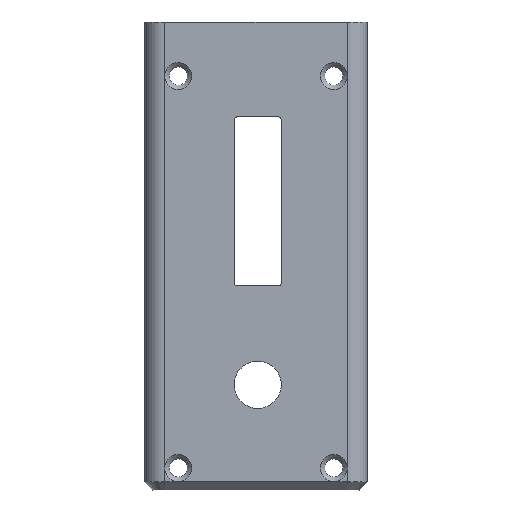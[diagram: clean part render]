
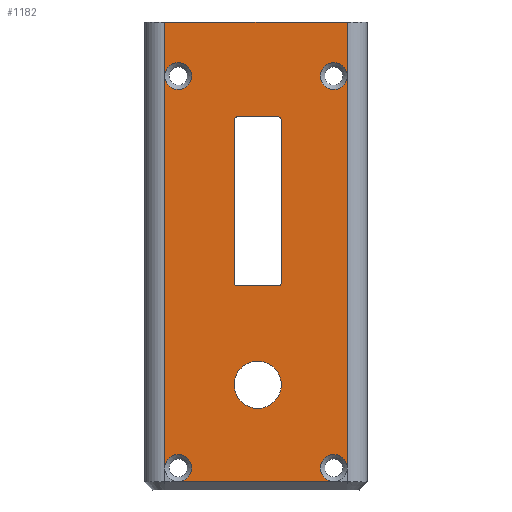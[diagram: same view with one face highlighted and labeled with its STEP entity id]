
A CAD part, top view. The second image highlights one B-rep face of the part: STEP entity #1182.
In plain terms, the highlighted planar face has unit normal (0, 0, 1).
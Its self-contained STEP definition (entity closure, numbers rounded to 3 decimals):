
#31=FACE_BOUND('',#227,.T.);
#32=FACE_BOUND('',#228,.T.);
#39=CIRCLE('',#1242,0.5);
#41=CIRCLE('',#1246,0.5);
#43=CIRCLE('',#1250,0.5);
#45=CIRCLE('',#1254,0.5);
#48=CIRCLE('',#1259,3.5);
#66=CIRCLE('',#1288,2.);
#68=CIRCLE('',#1290,2.);
#69=CIRCLE('',#1293,2.);
#72=CIRCLE('',#1298,2.);
#73=CIRCLE('',#1299,2.);
#75=CIRCLE('',#1303,2.);
#151=FACE_OUTER_BOUND('',#226,.T.);
#226=EDGE_LOOP('',(#992,#993,#994,#995,#996,#997,#998,#999,#1000,#1001,
#1002,#1003));
#227=EDGE_LOOP('',(#1004,#1005,#1006,#1007,#1008,#1009,#1010,#1011));
#228=EDGE_LOOP('',(#1012));
#294=LINE('',#1785,#411);
#298=LINE('',#1797,#415);
#302=LINE('',#1809,#419);
#306=LINE('',#1820,#423);
#334=LINE('',#1986,#451);
#335=LINE('',#1988,#452);
#336=LINE('',#1990,#453);
#337=LINE('',#1991,#454);
#338=LINE('',#1992,#455);
#339=LINE('',#1993,#456);
#411=VECTOR('',#1432,10.);
#415=VECTOR('',#1444,10.);
#419=VECTOR('',#1456,10.);
#423=VECTOR('',#1468,10.);
#451=VECTOR('',#1600,10.);
#452=VECTOR('',#1601,10.);
#453=VECTOR('',#1602,10.);
#454=VECTOR('',#1603,10.);
#455=VECTOR('',#1604,10.);
#456=VECTOR('',#1605,10.);
#510=VERTEX_POINT('',#1775);
#511=VERTEX_POINT('',#1776);
#514=VERTEX_POINT('',#1784);
#516=VERTEX_POINT('',#1790);
#518=VERTEX_POINT('',#1796);
#520=VERTEX_POINT('',#1802);
#522=VERTEX_POINT('',#1808);
#524=VERTEX_POINT('',#1814);
#527=VERTEX_POINT('',#1825);
#554=VERTEX_POINT('',#1938);
#555=VERTEX_POINT('',#1939);
#556=VERTEX_POINT('',#1941);
#558=VERTEX_POINT('',#1950);
#559=VERTEX_POINT('',#1951);
#561=VERTEX_POINT('',#1960);
#562=VERTEX_POINT('',#1961);
#564=VERTEX_POINT('',#1970);
#568=VERTEX_POINT('',#1987);
#569=VERTEX_POINT('',#1989);
#632=EDGE_CURVE('',#510,#511,#39,.T.);
#636=EDGE_CURVE('',#511,#514,#294,.T.);
#639=EDGE_CURVE('',#514,#516,#41,.T.);
#642=EDGE_CURVE('',#516,#518,#298,.T.);
#645=EDGE_CURVE('',#518,#520,#43,.T.);
#648=EDGE_CURVE('',#520,#522,#302,.T.);
#651=EDGE_CURVE('',#522,#524,#45,.T.);
#654=EDGE_CURVE('',#524,#510,#306,.T.);
#658=EDGE_CURVE('',#527,#527,#48,.T.);
#695=EDGE_CURVE('',#556,#554,#66,.T.);
#698=EDGE_CURVE('',#555,#556,#68,.T.);
#700=EDGE_CURVE('',#558,#559,#69,.T.);
#705=EDGE_CURVE('',#561,#562,#72,.T.);
#706=EDGE_CURVE('',#562,#561,#73,.T.);
#710=EDGE_CURVE('',#564,#564,#75,.T.);
#718=EDGE_CURVE('',#554,#561,#334,.T.);
#719=EDGE_CURVE('',#561,#568,#335,.T.);
#720=EDGE_CURVE('',#569,#568,#336,.T.);
#721=EDGE_CURVE('',#564,#569,#337,.T.);
#722=EDGE_CURVE('',#558,#564,#338,.T.);
#723=EDGE_CURVE('',#555,#559,#339,.T.);
#992=ORIENTED_EDGE('',*,*,#698,.T.);
#993=ORIENTED_EDGE('',*,*,#695,.T.);
#994=ORIENTED_EDGE('',*,*,#718,.T.);
#995=ORIENTED_EDGE('',*,*,#705,.T.);
#996=ORIENTED_EDGE('',*,*,#706,.T.);
#997=ORIENTED_EDGE('',*,*,#719,.T.);
#998=ORIENTED_EDGE('',*,*,#720,.F.);
#999=ORIENTED_EDGE('',*,*,#721,.F.);
#1000=ORIENTED_EDGE('',*,*,#710,.T.);
#1001=ORIENTED_EDGE('',*,*,#722,.F.);
#1002=ORIENTED_EDGE('',*,*,#700,.T.);
#1003=ORIENTED_EDGE('',*,*,#723,.F.);
#1004=ORIENTED_EDGE('',*,*,#645,.T.);
#1005=ORIENTED_EDGE('',*,*,#648,.T.);
#1006=ORIENTED_EDGE('',*,*,#651,.T.);
#1007=ORIENTED_EDGE('',*,*,#654,.T.);
#1008=ORIENTED_EDGE('',*,*,#632,.T.);
#1009=ORIENTED_EDGE('',*,*,#636,.T.);
#1010=ORIENTED_EDGE('',*,*,#639,.T.);
#1011=ORIENTED_EDGE('',*,*,#642,.T.);
#1012=ORIENTED_EDGE('',*,*,#658,.T.);
#1122=PLANE('',#1308);
#1182=ADVANCED_FACE('',(#151,#31,#32),#1122,.T.);
#1242=AXIS2_PLACEMENT_3D('',#1777,#1424,#1425);
#1246=AXIS2_PLACEMENT_3D('',#1791,#1437,#1438);
#1250=AXIS2_PLACEMENT_3D('',#1803,#1449,#1450);
#1254=AXIS2_PLACEMENT_3D('',#1815,#1461,#1462);
#1259=AXIS2_PLACEMENT_3D('',#1827,#1475,#1476);
#1288=AXIS2_PLACEMENT_3D('',#1942,#1546,#1547);
#1290=AXIS2_PLACEMENT_3D('',#1946,#1551,#1552);
#1293=AXIS2_PLACEMENT_3D('',#1952,#1558,#1559);
#1298=AXIS2_PLACEMENT_3D('',#1962,#1570,#1571);
#1299=AXIS2_PLACEMENT_3D('',#1963,#1572,#1573);
#1303=AXIS2_PLACEMENT_3D('',#1971,#1582,#1583);
#1308=AXIS2_PLACEMENT_3D('',#1985,#1598,#1599);
#1424=DIRECTION('center_axis',(0.,0.,-1.));
#1425=DIRECTION('ref_axis',(0.,1.,0.));
#1432=DIRECTION('',(0.,-1.,0.));
#1437=DIRECTION('center_axis',(0.,0.,-1.));
#1438=DIRECTION('ref_axis',(1.,0.,0.));
#1444=DIRECTION('',(-1.,0.,0.));
#1449=DIRECTION('center_axis',(0.,0.,-1.));
#1450=DIRECTION('ref_axis',(0.,-1.,0.));
#1456=DIRECTION('',(0.,1.,0.));
#1461=DIRECTION('center_axis',(0.,0.,-1.));
#1462=DIRECTION('ref_axis',(-1.,0.,0.));
#1468=DIRECTION('',(1.,0.,0.));
#1475=DIRECTION('center_axis',(0.,0.,-1.));
#1476=DIRECTION('ref_axis',(-1.,0.,0.));
#1546=DIRECTION('center_axis',(0.,0.,-1.));
#1547=DIRECTION('ref_axis',(1.,0.,0.));
#1551=DIRECTION('center_axis',(0.,0.,-1.));
#1552=DIRECTION('ref_axis',(1.,0.,0.));
#1558=DIRECTION('center_axis',(0.,0.,-1.));
#1559=DIRECTION('ref_axis',(1.,0.,0.));
#1570=DIRECTION('center_axis',(0.,0.,-1.));
#1571=DIRECTION('ref_axis',(1.,0.,0.));
#1572=DIRECTION('center_axis',(0.,0.,-1.));
#1573=DIRECTION('ref_axis',(1.,0.,0.));
#1582=DIRECTION('center_axis',(0.,0.,-1.));
#1583=DIRECTION('ref_axis',(1.,0.,0.));
#1598=DIRECTION('center_axis',(0.,0.,1.));
#1599=DIRECTION('ref_axis',(1.,0.,0.));
#1600=DIRECTION('',(0.,1.,0.));
#1601=DIRECTION('',(0.,1.,0.));
#1602=DIRECTION('',(1.,0.,0.));
#1603=DIRECTION('',(0.,1.,0.));
#1604=DIRECTION('',(0.,1.,0.));
#1605=DIRECTION('',(-1.,0.,0.));
#1775=CARTESIAN_POINT('',(3.25,55.205,16.5));
#1776=CARTESIAN_POINT('',(3.75,54.705,16.5));
#1777=CARTESIAN_POINT('Origin',(3.25,54.705,16.5));
#1784=CARTESIAN_POINT('',(3.75,30.705,16.5));
#1785=CARTESIAN_POINT('',(3.75,15.353,16.5));
#1790=CARTESIAN_POINT('',(3.25,30.205,16.5));
#1791=CARTESIAN_POINT('Origin',(3.25,30.705,16.5));
#1796=CARTESIAN_POINT('',(-2.75,30.205,16.5));
#1797=CARTESIAN_POINT('',(-8.125,30.205,16.5));
#1802=CARTESIAN_POINT('',(-3.25,30.705,16.5));
#1803=CARTESIAN_POINT('Origin',(-2.75,30.705,16.5));
#1808=CARTESIAN_POINT('',(-3.25,54.705,16.5));
#1809=CARTESIAN_POINT('',(-3.25,27.353,16.5));
#1814=CARTESIAN_POINT('',(-2.75,55.205,16.5));
#1815=CARTESIAN_POINT('Origin',(-2.75,54.705,16.5));
#1820=CARTESIAN_POINT('',(-5.125,55.205,16.5));
#1825=CARTESIAN_POINT('',(3.75,15.574,16.5));
#1827=CARTESIAN_POINT('Origin',(0.25,15.574,16.5));
#1938=CARTESIAN_POINT('',(13.5,3.25,16.5));
#1939=CARTESIAN_POINT('',(11.5,1.25,16.5));
#1941=CARTESIAN_POINT('',(9.5,3.25,16.5));
#1942=CARTESIAN_POINT('Origin',(11.5,3.25,16.5));
#1946=CARTESIAN_POINT('Origin',(11.5,3.25,16.5));
#1950=CARTESIAN_POINT('',(-13.5,3.25,16.5));
#1951=CARTESIAN_POINT('',(-11.5,1.25,16.5));
#1952=CARTESIAN_POINT('Origin',(-11.5,3.25,16.5));
#1960=CARTESIAN_POINT('',(13.5,61.25,16.5));
#1961=CARTESIAN_POINT('',(9.5,61.25,16.5));
#1962=CARTESIAN_POINT('Origin',(11.5,61.25,16.5));
#1963=CARTESIAN_POINT('Origin',(11.5,61.25,16.5));
#1970=CARTESIAN_POINT('',(-13.5,61.25,16.5));
#1971=CARTESIAN_POINT('Origin',(-11.5,61.25,16.5));
#1985=CARTESIAN_POINT('Origin',(-13.5,0.,16.5));
#1986=CARTESIAN_POINT('',(13.5,0.,16.5));
#1987=CARTESIAN_POINT('',(13.5,69.25,16.5));
#1988=CARTESIAN_POINT('',(13.5,0.,16.5));
#1989=CARTESIAN_POINT('',(-13.5,69.25,16.5));
#1990=CARTESIAN_POINT('',(-13.5,69.25,16.5));
#1991=CARTESIAN_POINT('',(-13.5,0.,16.5));
#1992=CARTESIAN_POINT('',(-13.5,0.,16.5));
#1993=CARTESIAN_POINT('',(-6.75,1.25,16.5));
